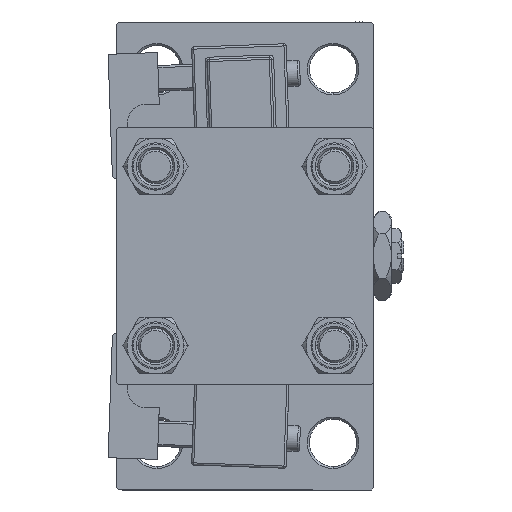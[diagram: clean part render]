
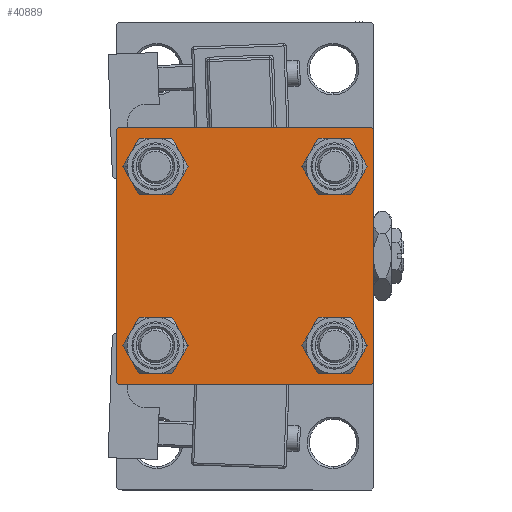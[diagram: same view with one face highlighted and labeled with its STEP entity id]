
A CAD part, left-side view. The second image highlights one B-rep face of the part: STEP entity #40889.
In plain terms, the highlighted planar face has unit normal (-1, 0, 0).
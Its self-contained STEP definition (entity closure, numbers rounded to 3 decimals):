
#53 = ORIENTED_EDGE ( 'NONE', *, *, #6232, .T. ) ;
#433 = ORIENTED_EDGE ( 'NONE', *, *, #53033, .T. ) ;
#458 = DIRECTION ( 'NONE',  ( 1., 0., 0. ) ) ;
#1041 = ORIENTED_EDGE ( 'NONE', *, *, #8308, .F. ) ;
#1102 = DIRECTION ( 'NONE',  ( 0., 0., -1. ) ) ;
#1191 = DIRECTION ( 'NONE',  ( 1., 0., 0. ) ) ;
#1225 = CIRCLE ( 'NONE', #45973, 4.5 ) ;
#1229 = VECTOR ( 'NONE', #22605, 1000. ) ;
#1231 = CARTESIAN_POINT ( 'NONE',  ( 0., -20.85, 20.85 ) ) ;
#1351 = VERTEX_POINT ( 'NONE', #6314 ) ;
#1504 = DIRECTION ( 'NONE',  ( 1., 0., 0. ) ) ;
#1896 = CARTESIAN_POINT ( 'NONE',  ( 0., 30., -29.5 ) ) ;
#1909 = FACE_BOUND ( 'NONE', #9817, .T. ) ;
#1981 = CARTESIAN_POINT ( 'NONE',  ( 0., 29.5, 30. ) ) ;
#3522 = EDGE_CURVE ( 'NONE', #39006, #46323, #30963, .T. ) ;
#3685 = ORIENTED_EDGE ( 'NONE', *, *, #45292, .F. ) ;
#3788 = CARTESIAN_POINT ( 'NONE',  ( 0., -20.85, 25.35 ) ) ;
#3922 = VERTEX_POINT ( 'NONE', #45552 ) ;
#4560 = VERTEX_POINT ( 'NONE', #1981 ) ;
#4634 = CARTESIAN_POINT ( 'NONE',  ( 0., 29.75, 29.75 ) ) ;
#5229 = LINE ( 'NONE', #38730, #52235 ) ;
#5761 = FACE_OUTER_BOUND ( 'NONE', #15390, .T. ) ;
#6040 = PLANE ( 'NONE',  #14308 ) ;
#6232 = EDGE_CURVE ( 'NONE', #42896, #33281, #1225, .T. ) ;
#6314 = CARTESIAN_POINT ( 'NONE',  ( 0., -30., -29.5 ) ) ;
#6984 = CARTESIAN_POINT ( 'NONE',  ( 0., 20.85, 20.85 ) ) ;
#7432 = VERTEX_POINT ( 'NONE', #49141 ) ;
#8308 = EDGE_CURVE ( 'NONE', #43520, #1351, #5229, .T. ) ;
#8445 = DIRECTION ( 'NONE',  ( 0., -0.707, -0.707 ) ) ;
#8514 = ORIENTED_EDGE ( 'NONE', *, *, #3522, .T. ) ;
#9077 = LINE ( 'NONE', #50290, #18329 ) ;
#9742 = VECTOR ( 'NONE', #19894, 1000. ) ;
#9817 = EDGE_LOOP ( 'NONE', ( #18161, #28249 ) ) ;
#10008 = CARTESIAN_POINT ( 'NONE',  ( 0., 20.85, -16.35 ) ) ;
#10053 = VECTOR ( 'NONE', #8445, 1000. ) ;
#10474 = CARTESIAN_POINT ( 'NONE',  ( 0., -20.85, -25.35 ) ) ;
#10626 = LINE ( 'NONE', #31507, #34520 ) ;
#10801 = DIRECTION ( 'NONE',  ( 1., 0., 0. ) ) ;
#11065 = CARTESIAN_POINT ( 'NONE',  ( 0., -20.85, -16.35 ) ) ;
#11564 = CARTESIAN_POINT ( 'NONE',  ( 0., -20.85, 20.85 ) ) ;
#11629 = DIRECTION ( 'NONE',  ( 0., 0., 1. ) ) ;
#11962 = EDGE_LOOP ( 'NONE', ( #32034, #26196 ) ) ;
#11966 = VECTOR ( 'NONE', #39358, 1000. ) ;
#12114 = CARTESIAN_POINT ( 'NONE',  ( 0., 20.85, -20.85 ) ) ;
#12501 = AXIS2_PLACEMENT_3D ( 'NONE', #22822, #39581, #53043 ) ;
#12781 = EDGE_LOOP ( 'NONE', ( #37261, #8514 ) ) ;
#13539 = LINE ( 'NONE', #17394, #11966 ) ;
#13722 = ORIENTED_EDGE ( 'NONE', *, *, #19824, .T. ) ;
#14308 = AXIS2_PLACEMENT_3D ( 'NONE', #47529, #18651, #43130 ) ;
#15009 = CIRCLE ( 'NONE', #22026, 4.5 ) ;
#15102 = VERTEX_POINT ( 'NONE', #1896 ) ;
#15225 = CARTESIAN_POINT ( 'NONE',  ( 0., 20.85, 25.35 ) ) ;
#15390 = EDGE_LOOP ( 'NONE', ( #33781, #433, #49612, #31266, #1041, #13722, #3685, #38872 ) ) ;
#15782 = CARTESIAN_POINT ( 'NONE',  ( 0., 30., -30. ) ) ;
#15947 = DIRECTION ( 'NONE',  ( 0., 0., 1. ) ) ;
#16425 = EDGE_CURVE ( 'NONE', #46323, #39006, #48895, .T. ) ;
#17126 = CARTESIAN_POINT ( 'NONE',  ( 0., -20.85, -20.85 ) ) ;
#17226 = CARTESIAN_POINT ( 'NONE',  ( 0., 20.85, 16.35 ) ) ;
#17394 = CARTESIAN_POINT ( 'NONE',  ( 0., 30., 30. ) ) ;
#18121 = FACE_BOUND ( 'NONE', #12781, .T. ) ;
#18161 = ORIENTED_EDGE ( 'NONE', *, *, #39602, .T. ) ;
#18329 = VECTOR ( 'NONE', #42314, 1000. ) ;
#18589 = DIRECTION ( 'NONE',  ( 0., -0.707, 0.707 ) ) ;
#18651 = DIRECTION ( 'NONE',  ( -1., 0., 0. ) ) ;
#19521 = CIRCLE ( 'NONE', #12501, 4.5 ) ;
#19824 = EDGE_CURVE ( 'NONE', #43520, #7432, #9077, .T. ) ;
#19894 = DIRECTION ( 'NONE',  ( 0., -1., 0. ) ) ;
#20550 = VERTEX_POINT ( 'NONE', #35012 ) ;
#20691 = EDGE_CURVE ( 'NONE', #33281, #42896, #27163, .T. ) ;
#21063 = CARTESIAN_POINT ( 'NONE',  ( 0., 29.75, -29.75 ) ) ;
#21167 = EDGE_CURVE ( 'NONE', #3922, #53872, #15009, .T. ) ;
#21239 = AXIS2_PLACEMENT_3D ( 'NONE', #1231, #1504, #31155 ) ;
#21847 = DIRECTION ( 'NONE',  ( 0., 0., 1. ) ) ;
#21950 = CARTESIAN_POINT ( 'NONE',  ( 0., 20.85, -25.35 ) ) ;
#22026 = AXIS2_PLACEMENT_3D ( 'NONE', #11564, #53604, #15947 ) ;
#22605 = DIRECTION ( 'NONE',  ( 0., -1., 0. ) ) ;
#22822 = CARTESIAN_POINT ( 'NONE',  ( 0., 20.85, -20.85 ) ) ;
#25032 = EDGE_CURVE ( 'NONE', #35085, #15102, #13539, .T. ) ;
#25401 = AXIS2_PLACEMENT_3D ( 'NONE', #6984, #52864, #11629 ) ;
#26196 = ORIENTED_EDGE ( 'NONE', *, *, #46649, .T. ) ;
#27163 = CIRCLE ( 'NONE', #25401, 4.5 ) ;
#28249 = ORIENTED_EDGE ( 'NONE', *, *, #21167, .T. ) ;
#28337 = AXIS2_PLACEMENT_3D ( 'NONE', #35251, #10801, #31676 ) ;
#28688 = CARTESIAN_POINT ( 'NONE',  ( 0., 29.5, -30. ) ) ;
#28727 = AXIS2_PLACEMENT_3D ( 'NONE', #17126, #1191, #50918 ) ;
#28875 = DIRECTION ( 'NONE',  ( 1., 0., 0. ) ) ;
#29736 = VECTOR ( 'NONE', #29897, 1000. ) ;
#29897 = DIRECTION ( 'NONE',  ( 0., 0.707, -0.707 ) ) ;
#30061 = EDGE_CURVE ( 'NONE', #4560, #35085, #33204, .T. ) ;
#30311 = ORIENTED_EDGE ( 'NONE', *, *, #20691, .T. ) ;
#30575 = LINE ( 'NONE', #46797, #1229 ) ;
#30753 = FACE_BOUND ( 'NONE', #11962, .T. ) ;
#30963 = CIRCLE ( 'NONE', #28337, 4.5 ) ;
#31155 = DIRECTION ( 'NONE',  ( 0., 0., 1. ) ) ;
#31266 = ORIENTED_EDGE ( 'NONE', *, *, #48057, .T. ) ;
#31507 = CARTESIAN_POINT ( 'NONE',  ( 0., -29.75, -29.75 ) ) ;
#31676 = DIRECTION ( 'NONE',  ( 0., 0., 1. ) ) ;
#32034 = ORIENTED_EDGE ( 'NONE', *, *, #50787, .T. ) ;
#33166 = LINE ( 'NONE', #21063, #10053 ) ;
#33204 = LINE ( 'NONE', #4634, #29736 ) ;
#33281 = VERTEX_POINT ( 'NONE', #15225 ) ;
#33781 = ORIENTED_EDGE ( 'NONE', *, *, #25032, .T. ) ;
#34520 = VECTOR ( 'NONE', #18589, 1000. ) ;
#35012 = CARTESIAN_POINT ( 'NONE',  ( 0., -29.5, -30. ) ) ;
#35085 = VERTEX_POINT ( 'NONE', #44937 ) ;
#35251 = CARTESIAN_POINT ( 'NONE',  ( 0., -20.85, -20.85 ) ) ;
#36786 = EDGE_CURVE ( 'NONE', #36810, #20550, #40796, .T. ) ;
#36810 = VERTEX_POINT ( 'NONE', #28688 ) ;
#37261 = ORIENTED_EDGE ( 'NONE', *, *, #16425, .T. ) ;
#38616 = CARTESIAN_POINT ( 'NONE',  ( 0., 20.85, 20.85 ) ) ;
#38729 = FACE_BOUND ( 'NONE', #44366, .T. ) ;
#38730 = CARTESIAN_POINT ( 'NONE',  ( 0., -30., 30. ) ) ;
#38872 = ORIENTED_EDGE ( 'NONE', *, *, #30061, .T. ) ;
#39006 = VERTEX_POINT ( 'NONE', #10474 ) ;
#39325 = VERTEX_POINT ( 'NONE', #21950 ) ;
#39358 = DIRECTION ( 'NONE',  ( 0., 0., -1. ) ) ;
#39581 = DIRECTION ( 'NONE',  ( 1., 0., 0. ) ) ;
#39602 = EDGE_CURVE ( 'NONE', #53872, #3922, #43222, .T. ) ;
#40796 = LINE ( 'NONE', #15782, #9742 ) ;
#40889 = ADVANCED_FACE ( 'NONE', ( #1909, #18121, #30753, #38729, #5761 ), #6040, .T. ) ;
#42104 = CARTESIAN_POINT ( 'NONE',  ( 0., -30., 29.5 ) ) ;
#42314 = DIRECTION ( 'NONE',  ( 0., 0.707, 0.707 ) ) ;
#42896 = VERTEX_POINT ( 'NONE', #17226 ) ;
#43130 = DIRECTION ( 'NONE',  ( 0., 0., 1. ) ) ;
#43222 = CIRCLE ( 'NONE', #21239, 4.5 ) ;
#43310 = VERTEX_POINT ( 'NONE', #10008 ) ;
#43520 = VERTEX_POINT ( 'NONE', #42104 ) ;
#44172 = AXIS2_PLACEMENT_3D ( 'NONE', #12114, #28875, #45644 ) ;
#44366 = EDGE_LOOP ( 'NONE', ( #30311, #53 ) ) ;
#44937 = CARTESIAN_POINT ( 'NONE',  ( 0., 30., 29.5 ) ) ;
#45292 = EDGE_CURVE ( 'NONE', #4560, #7432, #30575, .T. ) ;
#45552 = CARTESIAN_POINT ( 'NONE',  ( 0., -20.85, 16.35 ) ) ;
#45644 = DIRECTION ( 'NONE',  ( 0., 0., 1. ) ) ;
#45973 = AXIS2_PLACEMENT_3D ( 'NONE', #38616, #458, #21847 ) ;
#46323 = VERTEX_POINT ( 'NONE', #11065 ) ;
#46649 = EDGE_CURVE ( 'NONE', #39325, #43310, #19521, .T. ) ;
#46789 = CIRCLE ( 'NONE', #44172, 4.5 ) ;
#46797 = CARTESIAN_POINT ( 'NONE',  ( 0., 30., 30. ) ) ;
#47529 = CARTESIAN_POINT ( 'NONE',  ( 0., 0., 0. ) ) ;
#48057 = EDGE_CURVE ( 'NONE', #20550, #1351, #10626, .T. ) ;
#48895 = CIRCLE ( 'NONE', #28727, 4.5 ) ;
#49141 = CARTESIAN_POINT ( 'NONE',  ( 0., -29.5, 30. ) ) ;
#49612 = ORIENTED_EDGE ( 'NONE', *, *, #36786, .T. ) ;
#50290 = CARTESIAN_POINT ( 'NONE',  ( 0., -29.75, 29.75 ) ) ;
#50787 = EDGE_CURVE ( 'NONE', #43310, #39325, #46789, .T. ) ;
#50918 = DIRECTION ( 'NONE',  ( 0., 0., 1. ) ) ;
#52235 = VECTOR ( 'NONE', #1102, 1000. ) ;
#52864 = DIRECTION ( 'NONE',  ( 1., 0., 0. ) ) ;
#53033 = EDGE_CURVE ( 'NONE', #15102, #36810, #33166, .T. ) ;
#53043 = DIRECTION ( 'NONE',  ( 0., 0., 1. ) ) ;
#53604 = DIRECTION ( 'NONE',  ( 1., 0., 0. ) ) ;
#53872 = VERTEX_POINT ( 'NONE', #3788 ) ;
